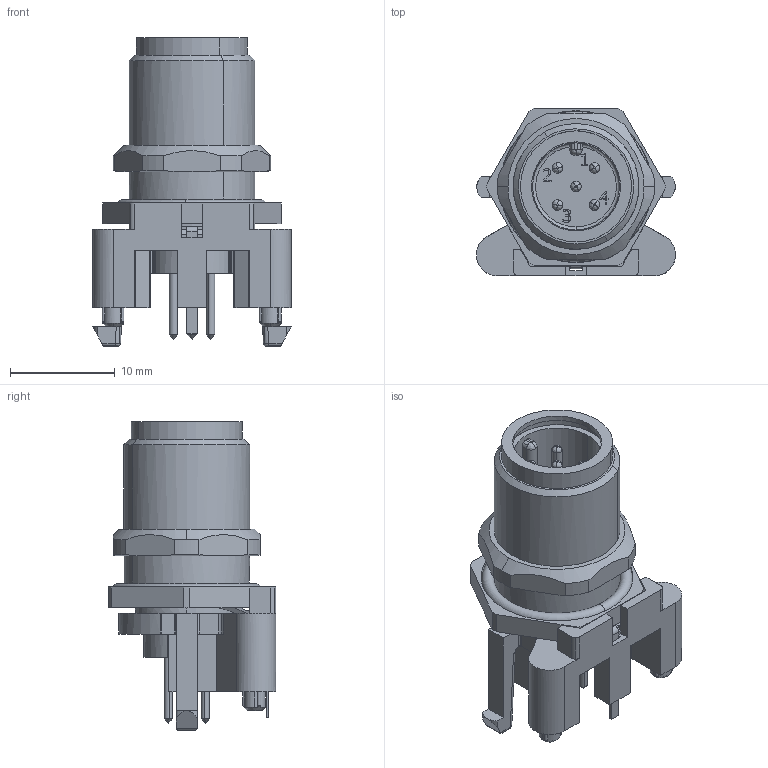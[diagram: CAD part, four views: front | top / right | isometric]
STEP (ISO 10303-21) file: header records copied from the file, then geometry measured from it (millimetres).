
FILE_DESCRIPTION(('CATIA V5R24 STEP','CAx-IF Rec.Pracs.--- Model Styling and Organization---1.2---2011-12-15'),'2;1');
FILE_NAME ('D1461842_0_2422910000_2422910000.stp','2017-05-16T06:59:00+00:00',('none'),('Weidmueller'),'CATIA Version 5-6 Release 2014 SP4 HF52','CATIA V5 STEP AP214','none');
FILE_SCHEMA(('AUTOMOTIVE_DESIGN { 1 0 10303 214 1 1 1 1 }'));
Length unit declared in the file: millimetre
Products named in the file (1): v5-standard_part
Bounding box: 19 x 16 x 29.5 mm (x, y, z)
Volume: 2650.1 mm3; surface area: 3531.8 mm2
Topology: 1 solids, 1 shells, 436 faces, 1260 edges, 835 vertices
Faces by surface type: plane 166, cylinder 165, bspline 69, cone 26, torus 10
Entity records: 16288 total; most frequent: CARTESIAN_POINT 5441, ORIENTED_EDGE 2500, DIRECTION 1567, EDGE_CURVE 1250, VERTEX_POINT 835, VECTOR 601, LINE 601, AXIS2_PLACEMENT_3D 597
